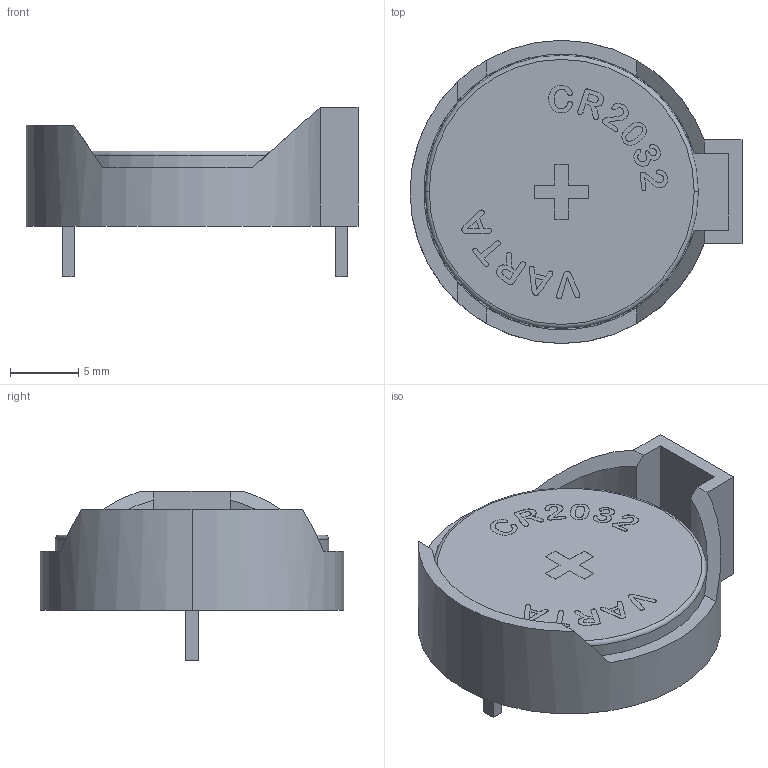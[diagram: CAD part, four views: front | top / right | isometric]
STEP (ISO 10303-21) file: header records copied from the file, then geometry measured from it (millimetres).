
FILE_DESCRIPTION (( 'STEP AP214' ), '1' );
FILE_NAME ('2032 Horizontal.STEP', '2021-07-27T18:43:42', ( '' ), ( '' ), 'SwSTEP 2.0', 'SolidWorks 2020', '' );
FILE_SCHEMA (( 'AUTOMOTIVE_DESIGN' ));
Length unit declared in the file: millimetre
Products named in the file (1): 2032 Horizontal
Bounding box: 24.3 x 22.2 x 12.4 mm (x, y, z)
Volume: 2231.1 mm3; surface area: 1796.8 mm2
Topology: 3 solids, 3 shells, 241 faces, 647 edges, 430 vertices
Faces by surface type: bspline 130, plane 104, cylinder 5, torus 2
Entity records: 15826 total; most frequent: CARTESIAN_POINT 8121, ORIENTED_EDGE 1294, EDGE_CURVE 647, DIRECTION 621, VERTEX_POINT 430, VECTOR 361, LINE 361, B_SPLINE_CURVE_WITH_KNOTS 260
